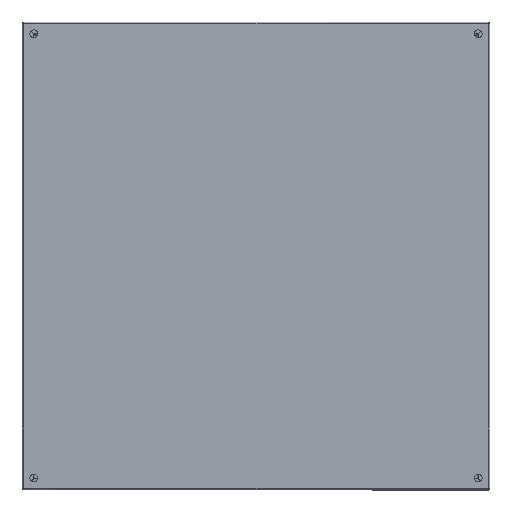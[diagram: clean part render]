
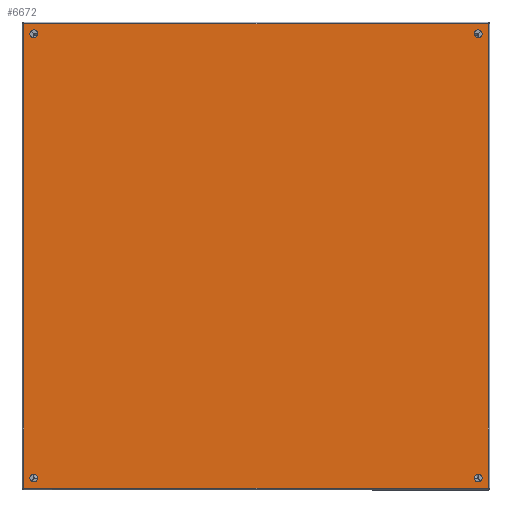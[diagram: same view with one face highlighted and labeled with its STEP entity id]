
A CAD part, top view. The second image highlights one B-rep face of the part: STEP entity #6672.
In plain terms, the highlighted face is planar.
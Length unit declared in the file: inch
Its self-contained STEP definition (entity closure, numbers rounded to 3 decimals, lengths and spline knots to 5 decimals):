
#557 = CARTESIAN_POINT ( 'NONE',  ( 0., 0.5, 14.25 ) ) ;
#579 = VERTEX_POINT ( 'NONE', #22239 ) ;
#1598 = CARTESIAN_POINT ( 'NONE',  ( 0., 0.108, 14.928 ) ) ;
#1633 = CARTESIAN_POINT ( 'NONE',  ( 0., 29.892, -14.892 ) ) ;
#1928 = EDGE_CURVE ( 'NONE', #37295, #579, #37272, .T. ) ;
#1959 = ORIENTED_EDGE ( 'NONE', *, *, #20568, .F. ) ;
#2157 = EDGE_LOOP ( 'NONE', ( #39331, #24648, #1959, #35571 ) ) ;
#2423 = VECTOR ( 'NONE', #24111, 39.37008 ) ;
#2757 = FACE_BOUND ( 'NONE', #16892, .T. ) ;
#2834 = CARTESIAN_POINT ( 'NONE',  ( 0., 0.75, 14.25 ) ) ;
#2893 = CARTESIAN_POINT ( 'NONE',  ( 0., 0.108, -14.892 ) ) ;
#3146 = VECTOR ( 'NONE', #11404, 39.37008 ) ;
#3196 = VECTOR ( 'NONE', #32960, 39.37008 ) ;
#3428 = DIRECTION ( 'NONE',  ( 0., 1., 0. ) ) ;
#3578 = AXIS2_PLACEMENT_3D ( 'NONE', #17348, #20314, #27154 ) ;
#3665 = EDGE_CURVE ( 'NONE', #27069, #29960, #19950, .T. ) ;
#3695 = LINE ( 'NONE', #14796, #3146 ) ;
#5154 = CARTESIAN_POINT ( 'NONE',  ( 0., 29.25, 14.25 ) ) ;
#5293 = ORIENTED_EDGE ( 'NONE', *, *, #19118, .F. ) ;
#5503 = CARTESIAN_POINT ( 'NONE',  ( 0., 0.072, 14.928 ) ) ;
#5715 = FACE_BOUND ( 'NONE', #34925, .T. ) ;
#6623 = ORIENTED_EDGE ( 'NONE', *, *, #28190, .F. ) ;
#6672 = ADVANCED_FACE ( 'NONE', ( #29792, #36653, #5715, #2757, #19544 ), #26602, .F. ) ;
#6827 = AXIS2_PLACEMENT_3D ( 'NONE', #39886, #12130, #8703 ) ;
#7545 = CARTESIAN_POINT ( 'NONE',  ( 0., 1., 14.25 ) ) ;
#8703 = DIRECTION ( 'NONE',  ( 0., 1., 0. ) ) ;
#10024 = ORIENTED_EDGE ( 'NONE', *, *, #22336, .F. ) ;
#11217 = VERTEX_POINT ( 'NONE', #38524 ) ;
#11404 = DIRECTION ( 'NONE',  ( 0., 1., 0. ) ) ;
#11585 = AXIS2_PLACEMENT_3D ( 'NONE', #12477, #29962, #43911 ) ;
#12130 = DIRECTION ( 'NONE',  ( -1., 0., 0. ) ) ;
#12477 = CARTESIAN_POINT ( 'NONE',  ( 0., 0.75, 14.25 ) ) ;
#12606 = VERTEX_POINT ( 'NONE', #40887 ) ;
#12984 = DIRECTION ( 'NONE',  ( 1., 0., 0. ) ) ;
#13079 = DIRECTION ( 'NONE',  ( -1., 0., 0. ) ) ;
#13464 = DIRECTION ( 'NONE',  ( 0., 1., 0. ) ) ;
#14421 = VERTEX_POINT ( 'NONE', #35158 ) ;
#14526 = CIRCLE ( 'NONE', #16700, 0.25 ) ;
#14796 = CARTESIAN_POINT ( 'NONE',  ( 0., 0.072, -14.892 ) ) ;
#14826 = ORIENTED_EDGE ( 'NONE', *, *, #1928, .F. ) ;
#15905 = EDGE_CURVE ( 'NONE', #11217, #12606, #22042, .T. ) ;
#16408 = CARTESIAN_POINT ( 'NONE',  ( 0., 29.25, -14.25 ) ) ;
#16700 = AXIS2_PLACEMENT_3D ( 'NONE', #16408, #22968, #13464 ) ;
#16799 = CARTESIAN_POINT ( 'NONE',  ( 0., 0.5, -14.25 ) ) ;
#16892 = EDGE_LOOP ( 'NONE', ( #6623, #41324 ) ) ;
#17168 = EDGE_LOOP ( 'NONE', ( #32183, #5293 ) ) ;
#17305 = ORIENTED_EDGE ( 'NONE', *, *, #41269, .F. ) ;
#17312 = CIRCLE ( 'NONE', #3578, 0.25 ) ;
#17348 = CARTESIAN_POINT ( 'NONE',  ( 0., 0.75, -14.25 ) ) ;
#17526 = VECTOR ( 'NONE', #26804, 39.37008 ) ;
#18501 = AXIS2_PLACEMENT_3D ( 'NONE', #28183, #38709, #31839 ) ;
#19118 = EDGE_CURVE ( 'NONE', #12606, #11217, #14526, .T. ) ;
#19544 = FACE_BOUND ( 'NONE', #17168, .T. ) ;
#19931 = EDGE_CURVE ( 'NONE', #38019, #14421, #34124, .T. ) ;
#19950 = CIRCLE ( 'NONE', #18501, 0.25 ) ;
#20314 = DIRECTION ( 'NONE',  ( -1., 0., 0. ) ) ;
#20437 = DIRECTION ( 'NONE',  ( -1., 0., 0. ) ) ;
#20568 = EDGE_CURVE ( 'NONE', #36033, #38019, #37122, .T. ) ;
#20626 = EDGE_CURVE ( 'NONE', #44259, #36033, #3695, .T. ) ;
#22042 = CIRCLE ( 'NONE', #6827, 0.25 ) ;
#22239 = CARTESIAN_POINT ( 'NONE',  ( 0., 29., 14.25 ) ) ;
#22336 = EDGE_CURVE ( 'NONE', #40031, #37694, #41425, .T. ) ;
#22968 = DIRECTION ( 'NONE',  ( -1., 0., 0. ) ) ;
#23435 = AXIS2_PLACEMENT_3D ( 'NONE', #44406, #20437, #3428 ) ;
#24111 = DIRECTION ( 'NONE',  ( 0., 0., 1. ) ) ;
#24319 = CIRCLE ( 'NONE', #30146, 0.25 ) ;
#24648 = ORIENTED_EDGE ( 'NONE', *, *, #19931, .F. ) ;
#24919 = DIRECTION ( 'NONE',  ( 0., 1., 0. ) ) ;
#26258 = CARTESIAN_POINT ( 'NONE',  ( 0., 29.5, 14.25 ) ) ;
#26602 = PLANE ( 'NONE',  #44342 ) ;
#26804 = DIRECTION ( 'NONE',  ( 0., -1., 0. ) ) ;
#27069 = VERTEX_POINT ( 'NONE', #16799 ) ;
#27154 = DIRECTION ( 'NONE',  ( 0., 1., 0. ) ) ;
#27534 = CARTESIAN_POINT ( 'NONE',  ( 0., 29.892, 14.928 ) ) ;
#27646 = EDGE_CURVE ( 'NONE', #37694, #40031, #34007, .T. ) ;
#28183 = CARTESIAN_POINT ( 'NONE',  ( 0., 0.75, -14.25 ) ) ;
#28190 = EDGE_CURVE ( 'NONE', #29960, #27069, #17312, .T. ) ;
#29792 = FACE_BOUND ( 'NONE', #34713, .T. ) ;
#29960 = VERTEX_POINT ( 'NONE', #39563 ) ;
#29962 = DIRECTION ( 'NONE',  ( -1., 0., 0. ) ) ;
#30146 = AXIS2_PLACEMENT_3D ( 'NONE', #5154, #31740, #24919 ) ;
#30342 = DIRECTION ( 'NONE',  ( 0., 1., 0. ) ) ;
#31740 = DIRECTION ( 'NONE',  ( -1., 0., 0. ) ) ;
#31839 = DIRECTION ( 'NONE',  ( 0., 1., 0. ) ) ;
#32183 = ORIENTED_EDGE ( 'NONE', *, *, #15905, .F. ) ;
#32956 = CARTESIAN_POINT ( 'NONE',  ( 0., 29.892, 14.892 ) ) ;
#32960 = DIRECTION ( 'NONE',  ( 0., 0., -1. ) ) ;
#34007 = CIRCLE ( 'NONE', #37618, 0.25 ) ;
#34124 = LINE ( 'NONE', #44629, #17526 ) ;
#34713 = EDGE_LOOP ( 'NONE', ( #10024, #44431 ) ) ;
#34925 = EDGE_LOOP ( 'NONE', ( #14826, #17305 ) ) ;
#35158 = CARTESIAN_POINT ( 'NONE',  ( 0., 0.108, 14.892 ) ) ;
#35571 = ORIENTED_EDGE ( 'NONE', *, *, #20626, .F. ) ;
#36033 = VERTEX_POINT ( 'NONE', #1633 ) ;
#36592 = LINE ( 'NONE', #1598, #3196 ) ;
#36653 = FACE_OUTER_BOUND ( 'NONE', #2157, .T. ) ;
#37122 = LINE ( 'NONE', #27534, #2423 ) ;
#37272 = CIRCLE ( 'NONE', #23435, 0.25 ) ;
#37295 = VERTEX_POINT ( 'NONE', #26258 ) ;
#37618 = AXIS2_PLACEMENT_3D ( 'NONE', #2834, #13079, #30342 ) ;
#37694 = VERTEX_POINT ( 'NONE', #557 ) ;
#38019 = VERTEX_POINT ( 'NONE', #32956 ) ;
#38524 = CARTESIAN_POINT ( 'NONE',  ( 0., 29.5, -14.25 ) ) ;
#38709 = DIRECTION ( 'NONE',  ( -1., 0., 0. ) ) ;
#39331 = ORIENTED_EDGE ( 'NONE', *, *, #40289, .F. ) ;
#39563 = CARTESIAN_POINT ( 'NONE',  ( 0., 1., -14.25 ) ) ;
#39886 = CARTESIAN_POINT ( 'NONE',  ( 0., 29.25, -14.25 ) ) ;
#40031 = VERTEX_POINT ( 'NONE', #7545 ) ;
#40289 = EDGE_CURVE ( 'NONE', #14421, #44259, #36592, .T. ) ;
#40528 = DIRECTION ( 'NONE',  ( 0., -1., 0. ) ) ;
#40887 = CARTESIAN_POINT ( 'NONE',  ( 0., 29., -14.25 ) ) ;
#41269 = EDGE_CURVE ( 'NONE', #579, #37295, #24319, .T. ) ;
#41324 = ORIENTED_EDGE ( 'NONE', *, *, #3665, .F. ) ;
#41425 = CIRCLE ( 'NONE', #11585, 0.25 ) ;
#43911 = DIRECTION ( 'NONE',  ( 0., 1., 0. ) ) ;
#44259 = VERTEX_POINT ( 'NONE', #2893 ) ;
#44342 = AXIS2_PLACEMENT_3D ( 'NONE', #5503, #12984, #40528 ) ;
#44406 = CARTESIAN_POINT ( 'NONE',  ( 0., 29.25, 14.25 ) ) ;
#44431 = ORIENTED_EDGE ( 'NONE', *, *, #27646, .F. ) ;
#44629 = CARTESIAN_POINT ( 'NONE',  ( 0., 0.072, 14.892 ) ) ;
